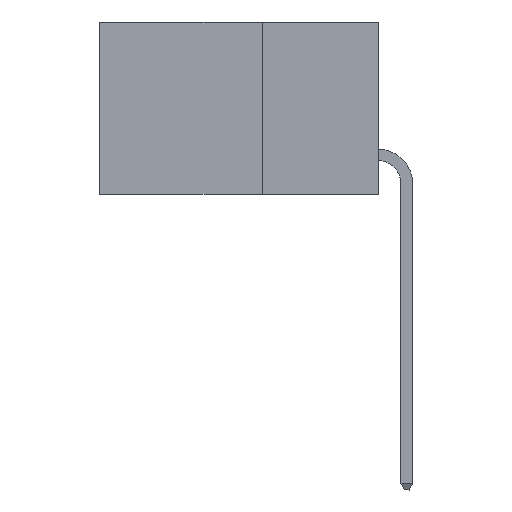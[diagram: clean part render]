
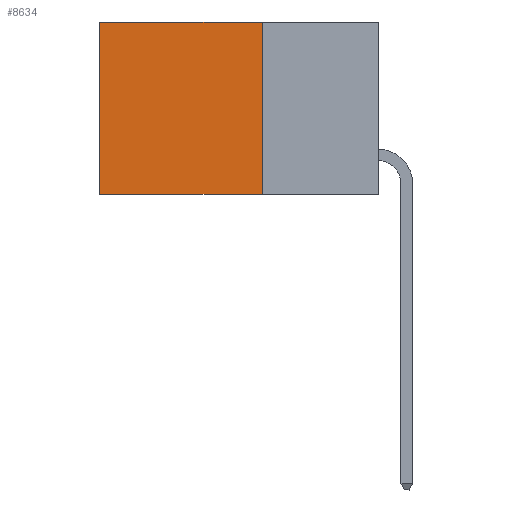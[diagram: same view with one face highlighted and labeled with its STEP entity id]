
A CAD part, left-side view. The second image highlights one B-rep face of the part: STEP entity #8634.
In plain terms, the highlighted planar face has unit normal (-1, 0, 0).
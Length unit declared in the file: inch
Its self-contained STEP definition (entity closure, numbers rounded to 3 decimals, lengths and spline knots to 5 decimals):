
#630 = LINE ( 'NONE', #18401, #18148 ) ;
#733 = AXIS2_PLACEMENT_3D ( 'NONE', #10776, #6247, #22152 ) ;
#1602 = PLANE ( 'NONE',  #733 ) ;
#2888 = ORIENTED_EDGE ( 'NONE', *, *, #10235, .F. ) ;
#2922 = VERTEX_POINT ( 'NONE', #26487 ) ;
#3251 = CARTESIAN_POINT ( 'NONE',  ( 0.298, 0.6, 0. ) ) ;
#3558 = EDGE_CURVE ( 'NONE', #23548, #2922, #630, .T. ) ;
#5792 = DIRECTION ( 'NONE',  ( 0., 1., 0. ) ) ;
#5812 = CARTESIAN_POINT ( 'NONE',  ( 0.298, 0.25, 0. ) ) ;
#6247 = DIRECTION ( 'NONE',  ( 1., 0., 0. ) ) ;
#7752 = LINE ( 'NONE', #3251, #8477 ) ;
#7850 = EDGE_CURVE ( 'NONE', #23548, #23575, #27791, .T. ) ;
#8477 = VECTOR ( 'NONE', #25880, 39.37008 ) ;
#8634 = ADVANCED_FACE ( 'NONE', ( #23160 ), #1602, .F. ) ;
#10235 = EDGE_CURVE ( 'NONE', #2922, #17010, #12899, .T. ) ;
#10776 = CARTESIAN_POINT ( 'NONE',  ( 0.298, 0.25, 0. ) ) ;
#12286 = ORIENTED_EDGE ( 'NONE', *, *, #7850, .T. ) ;
#12497 = ORIENTED_EDGE ( 'NONE', *, *, #24365, .T. ) ;
#12614 = CARTESIAN_POINT ( 'NONE',  ( 0.298, 0.25, 0. ) ) ;
#12899 = LINE ( 'NONE', #16764, #18210 ) ;
#15822 = VECTOR ( 'NONE', #5792, 39.37008 ) ;
#16133 = ORIENTED_EDGE ( 'NONE', *, *, #3558, .F. ) ;
#16764 = CARTESIAN_POINT ( 'NONE',  ( 0.298, 0.25, -0.37 ) ) ;
#17010 = VERTEX_POINT ( 'NONE', #20031 ) ;
#18148 = VECTOR ( 'NONE', #24283, 39.37008 ) ;
#18210 = VECTOR ( 'NONE', #23543, 39.37008 ) ;
#18401 = CARTESIAN_POINT ( 'NONE',  ( 0.298, 0.25, 0. ) ) ;
#20031 = CARTESIAN_POINT ( 'NONE',  ( 0.298, 0.6, -0.37 ) ) ;
#22152 = DIRECTION ( 'NONE',  ( 0., 0., -1. ) ) ;
#22672 = EDGE_LOOP ( 'NONE', ( #12497, #2888, #16133, #12286 ) ) ;
#23160 = FACE_OUTER_BOUND ( 'NONE', #22672, .T. ) ;
#23543 = DIRECTION ( 'NONE',  ( 0., 1., 0. ) ) ;
#23548 = VERTEX_POINT ( 'NONE', #5812 ) ;
#23575 = VERTEX_POINT ( 'NONE', #26319 ) ;
#24283 = DIRECTION ( 'NONE',  ( 0., 0., -1. ) ) ;
#24365 = EDGE_CURVE ( 'NONE', #23575, #17010, #7752, .T. ) ;
#25880 = DIRECTION ( 'NONE',  ( 0., 0., -1. ) ) ;
#26319 = CARTESIAN_POINT ( 'NONE',  ( 0.298, 0.6, 0. ) ) ;
#26487 = CARTESIAN_POINT ( 'NONE',  ( 0.298, 0.25, -0.37 ) ) ;
#27791 = LINE ( 'NONE', #12614, #15822 ) ;
